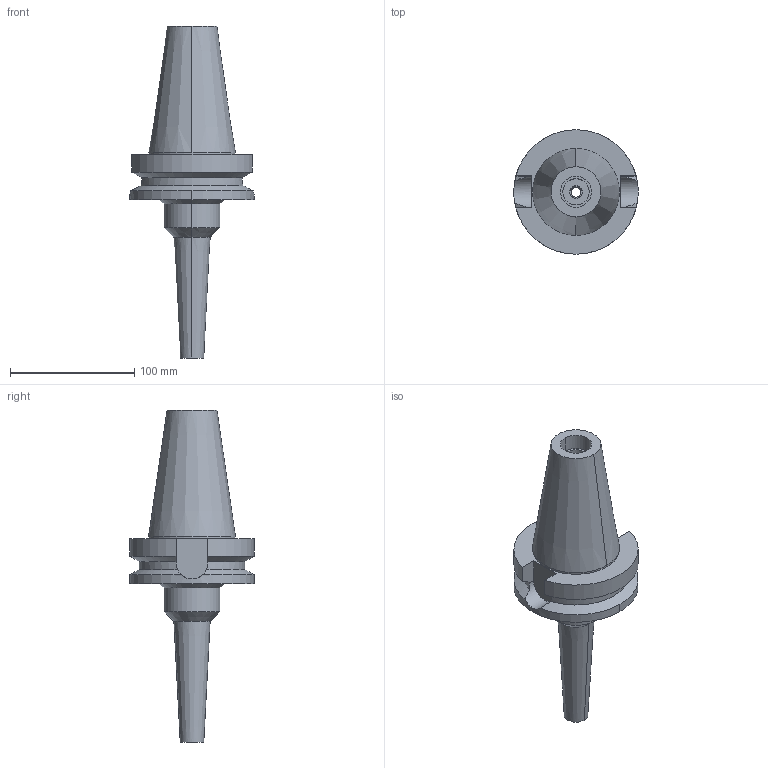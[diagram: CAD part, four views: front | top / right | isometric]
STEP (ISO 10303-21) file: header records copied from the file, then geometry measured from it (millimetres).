
FILE_DESCRIPTION((''),'2;1');
FILE_NAME('BBT50-SRC8J-165','2018-07-02T',('ykawabe'),(''),'CREO PARAMETRIC BY PTC INC, 2016380','CREO PARAMETRIC BY PTC INC, 2016380','');
FILE_SCHEMA(('AUTOMOTIVE_DESIGN { 1 0 10303 214 1 1 1 1 }'));
Length unit declared in the file: millimetre
Products named in the file (1): BBT50-SRC8J-165
Bounding box: 100 x 100 x 266.8 mm (x, y, z)
Volume: 532459.8 mm3; surface area: 68242.1 mm2
Topology: 1 solids, 1 shells, 47 faces, 121 edges, 81 vertices
Faces by surface type: cylinder 22, plane 13, cone 12
Entity records: 2095 total; most frequent: CARTESIAN_POINT 324, DIRECTION 270, ORIENTED_EDGE 242, PRESENTATION_STYLE_ASSIGNMENT 126, STYLED_ITEM 126, CURVE_STYLE 125, EDGE_CURVE 121, AXIS2_PLACEMENT_3D 112
